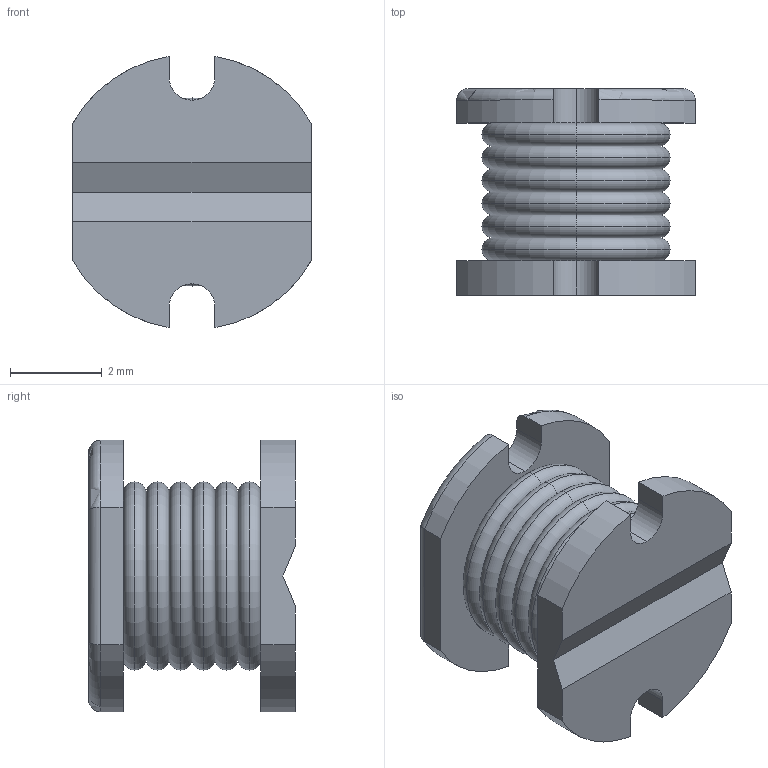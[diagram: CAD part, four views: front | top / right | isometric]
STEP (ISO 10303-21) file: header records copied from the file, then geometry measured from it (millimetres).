
FILE_DESCRIPTION (( 'STEP AP214' ), '1' );
FILE_NAME ('0EC7CBC2-E4BB-4D38-B6AF-9F552D6AE463.STEP', '2024-09-30T01:15:11', ( '' ), ( '' ), 'SwSTEP 2.0', 'SolidWorks 2022', '' );
FILE_SCHEMA (( 'AUTOMOTIVE_DESIGN' ));
Length unit declared in the file: millimetre
Products named in the file (1): 0EC7CBC2-E4BB-4D38-B6AF-9F552D6AE463
Bounding box: 5.2 x 4.5 x 5.92 mm (x, y, z)
Volume: 49.5 mm3; surface area: 236.8 mm2
Topology: 8 solids, 8 shells, 134 faces, 344 edges, 220 vertices
Faces by surface type: plane 45, bspline 45, torus 28, cylinder 16
Entity records: 6537 total; most frequent: CARTESIAN_POINT 3136, ORIENTED_EDGE 688, DIRECTION 506, EDGE_CURVE 344, VERTEX_POINT 220, AXIS2_PLACEMENT_3D 170, VECTOR 166, LINE 166
